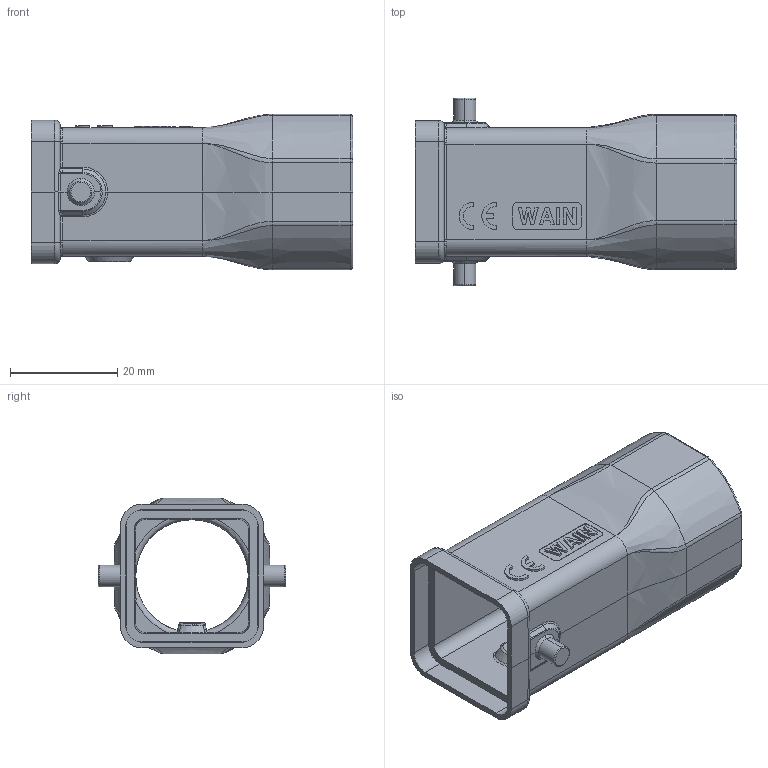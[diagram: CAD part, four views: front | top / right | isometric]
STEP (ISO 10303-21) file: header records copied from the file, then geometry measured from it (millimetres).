
FILE_DESCRIPTION((''),'2;1');
FILE_NAME('H3A-TE-2B-M25','2024-04-01T',('13001'),(''),'PRO/ENGINEER BY PARAMETRIC TECHNOLOGY CORPORATION, 2012480','PRO/ENGINEER BY PARAMETRIC TECHNOLOGY CORPORATION, 2012480','');
FILE_SCHEMA(('CONFIG_CONTROL_DESIGN'));
Length unit declared in the file: millimetre
Products named in the file (1): H3A-TE-2B-M25
Bounding box: 60 x 35 x 29 mm (x, y, z)
Volume: 11059.5 mm3; surface area: 12047.6 mm2
Topology: 1 solids, 1 shells, 326 faces, 780 edges, 467 vertices
Faces by surface type: plane 110, cylinder 94, bspline 92, torus 13, cone 9, extrusion 4, sphere 4
Entity records: 16417 total; most frequent: CARTESIAN_POINT 9508, ORIENTED_EDGE 1560, DIRECTION 1207, EDGE_CURVE 780, VERTEX_POINT 467, AXIS2_PLACEMENT_3D 414, VECTOR 379, LINE 375
